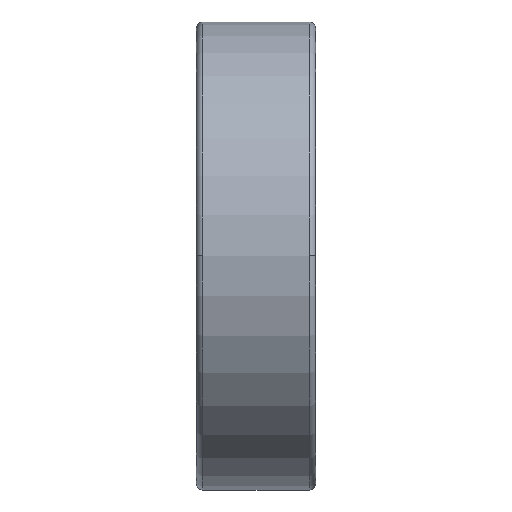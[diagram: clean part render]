
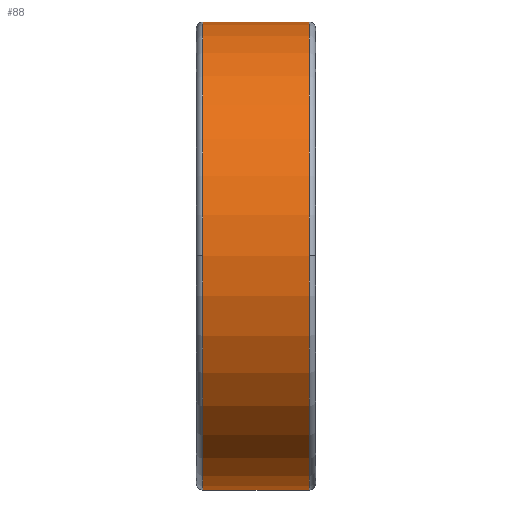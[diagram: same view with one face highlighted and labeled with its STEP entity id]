
A CAD part, top view. The second image highlights one B-rep face of the part: STEP entity #88.
In plain terms, the highlighted cylindrical face has radius 55 mm (diameter 110 mm), a partial arc.
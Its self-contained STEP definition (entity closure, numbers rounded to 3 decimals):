
#88=ADVANCED_FACE('',(#315),#316,.T.);
#315=FACE_OUTER_BOUND('',#855,.T.);
#316=CYLINDRICAL_SURFACE('',#856,55.0);
#855=EDGE_LOOP('',(#1409,#1410,#1411,#1412,#1413,#1414));
#856=AXIS2_PLACEMENT_3D('',#1415,#1416,#1417);
#1409=ORIENTED_EDGE('',*,*,#3015,.F.);
#1410=ORIENTED_EDGE('',*,*,#3016,.T.);
#1411=ORIENTED_EDGE('',*,*,#3017,.T.);
#1412=ORIENTED_EDGE('',*,*,#3018,.F.);
#1413=ORIENTED_EDGE('',*,*,#3019,.F.);
#1414=ORIENTED_EDGE('',*,*,#3011,.F.);
#1415=CARTESIAN_POINT('',(14.0,0.0,0.0));
#1416=DIRECTION('',(1.0,0.0,0.0));
#1417=DIRECTION('',(0.0,1.0,0.0));
#3011=EDGE_CURVE('',#3488,#3490,#3491,.T.);
#3015=EDGE_CURVE('',#3497,#3488,#3498,.T.);
#3016=EDGE_CURVE('',#3497,#3499,#3500,.T.);
#3017=EDGE_CURVE('',#3499,#3501,#3502,.T.);
#3018=EDGE_CURVE('',#3503,#3501,#3504,.T.);
#3019=EDGE_CURVE('',#3490,#3503,#3505,.T.);
#3488=VERTEX_POINT('',#4296);
#3490=VERTEX_POINT('',#4298);
#3491=CIRCLE('',#4299,55.0);
#3497=VERTEX_POINT('',#4305);
#3498=LINE('',#4306,#4307);
#3499=VERTEX_POINT('',#4308);
#3500=CIRCLE('',#4309,55.0);
#3501=VERTEX_POINT('',#4310);
#3502=CIRCLE('',#4311,55.0);
#3503=VERTEX_POINT('',#4312);
#3504=LINE('',#4313,#4314);
#3505=CIRCLE('',#4315,55.0);
#4296=CARTESIAN_POINT('',(26.5,55.0,0.0));
#4298=CARTESIAN_POINT('',(26.5,0.,55.0));
#4299=AXIS2_PLACEMENT_3D('',#7867,#7868,#7869);
#4305=CARTESIAN_POINT('',(1.5,55.0,0.0));
#4306=CARTESIAN_POINT('',(14.0,55.0,0.));
#4307=VECTOR('',#7879,1.0);
#4308=CARTESIAN_POINT('',(1.5,0.,55.0));
#4309=AXIS2_PLACEMENT_3D('',#7880,#7881,#7882);
#4310=CARTESIAN_POINT('',(1.5,-55.0,0.));
#4311=AXIS2_PLACEMENT_3D('',#7883,#7884,#7885);
#4312=CARTESIAN_POINT('',(26.5,-55.0,0.));
#4313=CARTESIAN_POINT('',(14.0,-55.0,0.));
#4314=VECTOR('',#7886,1.0);
#4315=AXIS2_PLACEMENT_3D('',#7887,#7888,#7889);
#7867=CARTESIAN_POINT('',(26.5,0.0,0.0));
#7868=DIRECTION('',(1.0,0.0,0.0));
#7869=DIRECTION('',(0.0,1.0,0.0));
#7879=DIRECTION('',(1.0,0.0,0.0));
#7880=CARTESIAN_POINT('',(1.5,0.0,0.0));
#7881=DIRECTION('',(1.0,0.0,0.0));
#7882=DIRECTION('',(0.0,1.0,0.0));
#7883=CARTESIAN_POINT('',(1.5,0.0,0.0));
#7884=DIRECTION('',(1.0,0.0,0.0));
#7885=DIRECTION('',(0.0,1.0,0.0));
#7886=DIRECTION('',(-1.0,-0.0,-0.0));
#7887=CARTESIAN_POINT('',(26.5,0.0,0.0));
#7888=DIRECTION('',(1.0,0.0,0.0));
#7889=DIRECTION('',(0.0,1.0,0.0));
